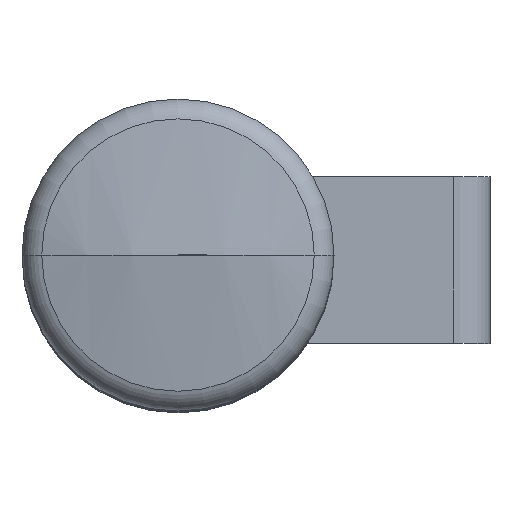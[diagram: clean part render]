
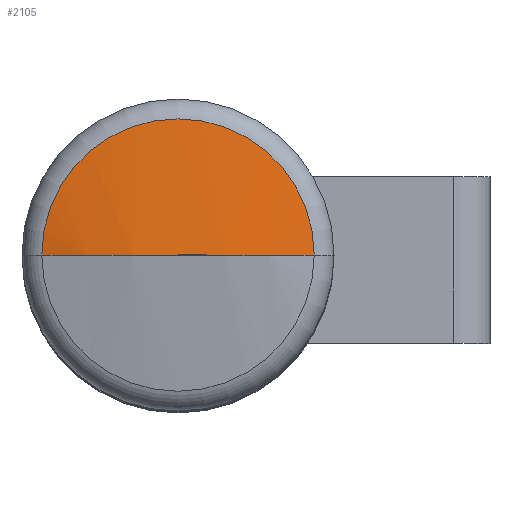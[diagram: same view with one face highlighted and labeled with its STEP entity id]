
A CAD part, top view. The second image highlights one B-rep face of the part: STEP entity #2105.
In plain terms, the highlighted spherical face has radius 110 mm.
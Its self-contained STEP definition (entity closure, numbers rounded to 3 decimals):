
#2071=CARTESIAN_POINT('POINT2204',(0.,
   0.,546.3));
#2072=VERTEX_POINT('VERTEX2204',#2071);
#2073=CARTESIAN_POINT('POINT2205',(-26.19,
   0.,543.137));
#2074=VERTEX_POINT('VERTEX2205',#2073);
#2075=CARTESIAN_POINT('POS3811',(0.,
   0.,436.3));
#2076=DIRECTION('DIR5889',(0.,-1.,0.));
#2077=DIRECTION('DIR5890',(0.,0.,1.));
#2078=AXIS2_PLACEMENT_3D('AXIS2079',#2075,#2076,#2077);
#2079=CIRCLE('ELLIPSE933',#2078,110.);
#2080=EDGE_CURVE('EDGE3391',#2072,#2074,#2079,.T.);
#2081=ORIENTED_EDGE('COEDGE6779',*,*,#2080,.F.);
#2082=CARTESIAN_POINT('POINT2206',(26.19,
   0.,543.137));
#2083=VERTEX_POINT('VERTEX2206',#2082);
#2084=CARTESIAN_POINT('POS3812',(0.,
   0.,436.3));
#2085=DIRECTION('DIR5891',(0.,-1.,0.));
#2086=DIRECTION('DIR5892',(0.,0.,1.));
#2087=AXIS2_PLACEMENT_3D('AXIS2080',#2084,#2085,#2086);
#2088=CIRCLE('ELLIPSE934',#2087,110.);
#2089=EDGE_CURVE('EDGE3392',#2083,#2072,#2088,.T.);
#2090=ORIENTED_EDGE('COEDGE6780',*,*,#2089,.F.);
#2091=CARTESIAN_POINT('POS3813',(0.,0.,543.137)
   );
#2092=DIRECTION('DIR5893',(0.,0.,-1.));
#2093=DIRECTION('DIR5894',(1.,0.,0.));
#2094=AXIS2_PLACEMENT_3D('AXIS2081',#2091,#2092,#2093);
#2095=CIRCLE('ELLIPSE935',#2094,26.19);
#2096=EDGE_CURVE('EDGE3393',#2074,#2083,#2095,.T.);
#2097=ORIENTED_EDGE('COEDGE6781',*,*,#2096,.F.);
#2098=EDGE_LOOP('NONE',(#2081,#2090,#2097));
#2099=FACE_BOUND('LOOP1',#2098,.T.);
#2100=CARTESIAN_POINT('POS3814',(0.,
   0.,436.3));
#2101=DIRECTION('DIR5895',(0.,0.,1.));
#2102=DIRECTION('DIR5896',(1.,0.,0.));
#2103=AXIS2_PLACEMENT_3D('AXIS2082',#2100,#2101,#2102);
#2104=SPHERICAL_SURFACE('SPHERE_SURF18',#2103,110.);
#2105=ADVANCED_FACE('FACE1578',(#2099),#2104,.T.);
